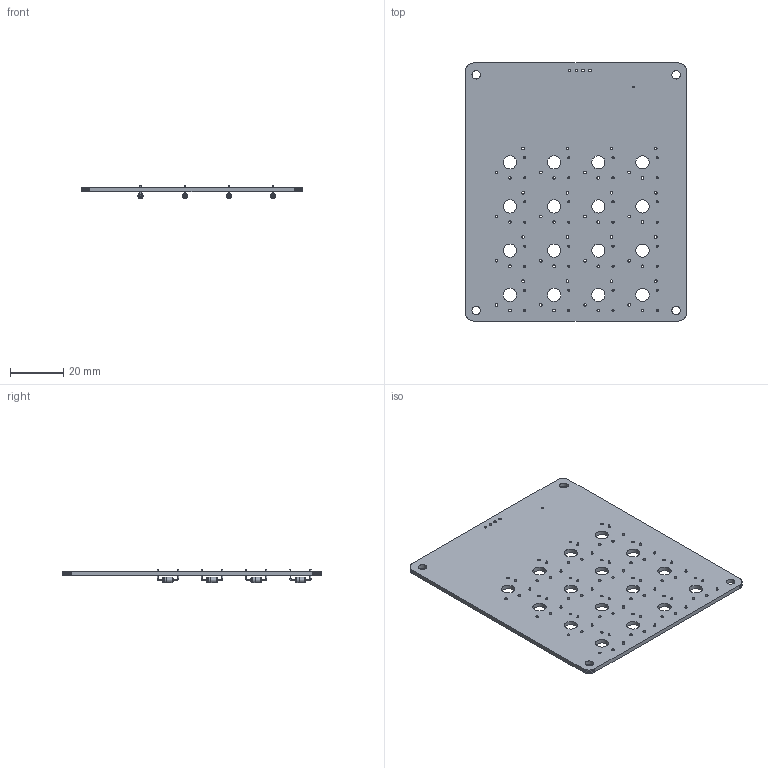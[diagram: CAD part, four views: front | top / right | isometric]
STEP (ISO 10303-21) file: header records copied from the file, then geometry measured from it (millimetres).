
FILE_DESCRIPTION(('KiCad electronic assembly'),'2;1');
FILE_NAME('macropad.step','2024-09-21T21:19:21',('Pcbnew'),('Kicad'), 'Open CASCADE STEP processor 7.7','KiCad to STEP converter','Unknown' );
FILE_SCHEMA(('AUTOMOTIVE_DESIGN { 1 0 10303 214 1 1 1 1 }'));
Length unit declared in the file: millimetre
Products named in the file (4): macropad 1; D_DO-35_SOD27_P7.62mm_Horizontal; macropad PCB
Assembly tree (18 placements, depth 3):
  macropad 1
    D_DO-35_SOD27_P7.62mm_Horizontal  x16
      D_DO-35_SOD27_P7.62mm_Horizontal
    macropad PCB
Bounding box: 83.48 x 97.33 x 5.01 mm (x, y, z)
Volume: 12583.6 mm3; surface area: 17711.4 mm2
Topology: 33 solids, 33 shells, 423 faces, 879 edges, 554 vertices
Faces by surface type: cylinder 201, plane 158, torus 64
Full cylindrical faces by diameter (mm): 0.5 x48, 0.6 x1, 0.8 x32, 1 x52, 2 x32, 2.02 x16, 3.2 x4, 5 x16
Entity records: 14151 total; most frequent: CARTESIAN_POINT 3375, DIRECTION 1977, LINE 1111, VECTOR 1111, ORIENTED_EDGE 1038, PCURVE 1038, DEFINITIONAL_REPRESENTATION 1038, EDGE_CURVE 519
